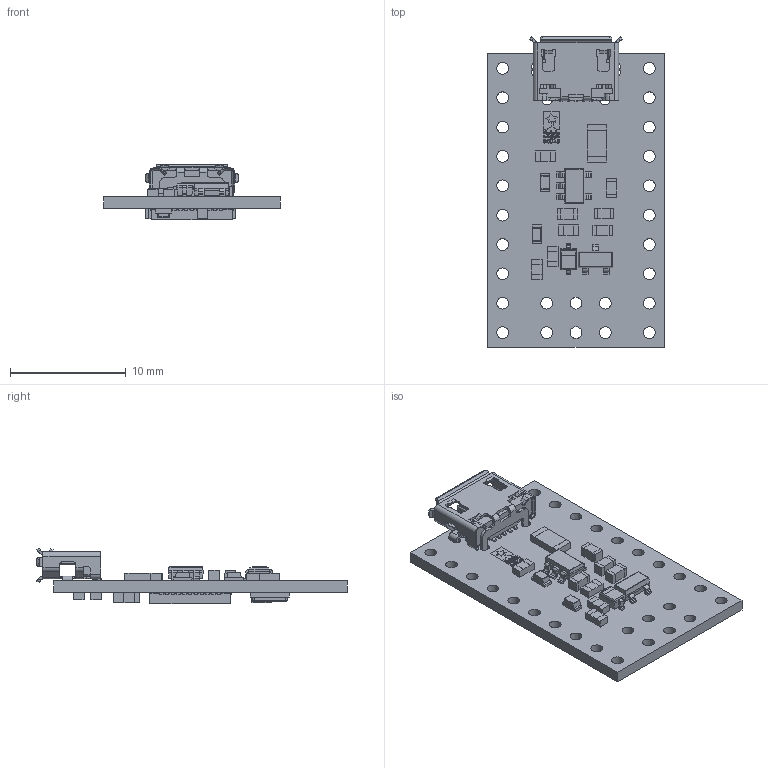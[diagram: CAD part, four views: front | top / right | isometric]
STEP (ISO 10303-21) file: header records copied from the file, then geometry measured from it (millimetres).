
FILE_DESCRIPTION (( 'STEP AP214' ), '1' );
FILE_NAME ('a-star-32u4-micro.step', '2017-07-24T19:44:56', ( '' ), ( '' ), 'SwSTEP 2.0', 'SolidWorks 2016', '' );
FILE_SCHEMA (( 'AUTOMOTIVE_DESIGN' ));
Length unit declared in the file: millimetre
Products named in the file (1): a-star-32u4-micro
Bounding box: 15.24 x 26.87 x 4.85 mm (x, y, z)
Volume: 498.2 mm3; surface area: 1398.2 mm2
Topology: 1 solids, 1 shells, 1519 faces, 4340 edges, 2818 vertices
Faces by surface type: plane 1019, cylinder 328, bspline 154, torus 8, cone 6, sphere 4
Full cylindrical faces by diameter (mm): 1.016 x26
Entity records: 71397 total; most frequent: CARTESIAN_POINT 15658, ORIENTED_EDGE 8620, DIRECTION 7234, EDGE_CURVE 4310, LINE 3282, VECTOR 3282, VERTEX_POINT 2818, AXIS2_PLACEMENT_3D 1976
